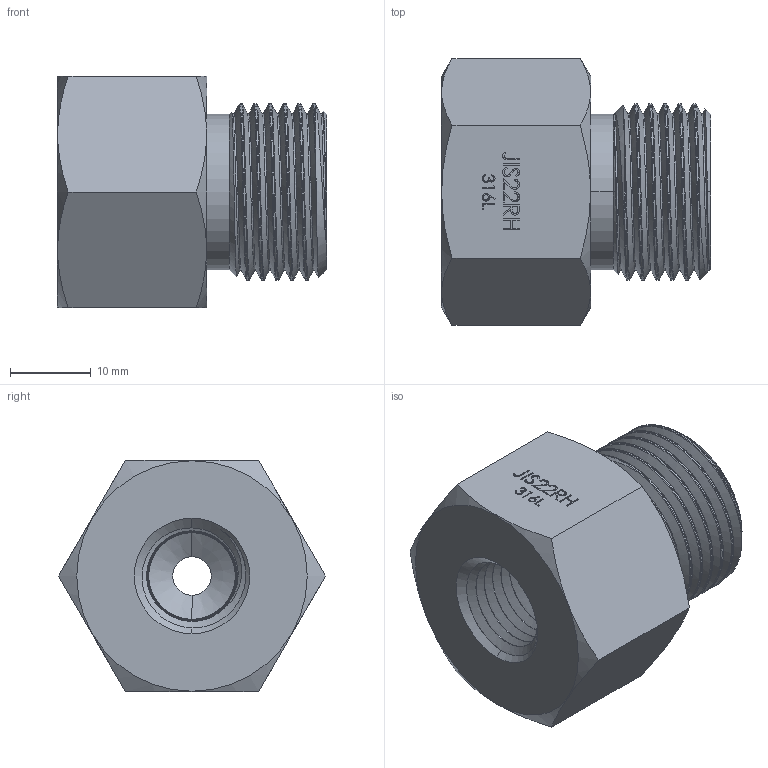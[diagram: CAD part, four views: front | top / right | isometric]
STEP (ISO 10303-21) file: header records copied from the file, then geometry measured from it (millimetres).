
FILE_DESCRIPTION (( 'STEP AP203' ), '1' );
FILE_NAME ('AD-JIS22RSS-4FNPT.STEP', '2025-08-19T14:20:56', ( '' ), ( '' ), 'SwSTEP 2.0', 'SolidWorks 2018', '' );
FILE_SCHEMA (( 'CONFIG_CONTROL_DESIGN' ));
Length unit declared in the file: inch
Products named in the file (1): AD-JIS22RSS-4FNPT
Bounding box: 33.27 x 33 x 28.57 mm (x, y, z)
Volume: 14414.5 mm3; surface area: 6126.7 mm2
Topology: 1 solids, 1 shells, 209 faces, 564 edges, 373 vertices
Faces by surface type: plane 88, bspline 68, cone 30, cylinder 23
Entity records: 17299 total; most frequent: CARTESIAN_POINT 12605, ORIENTED_EDGE 1128, DIRECTION 659, EDGE_CURVE 564, VERTEX_POINT 373, VECTOR 309, LINE 309, EDGE_LOOP 227
